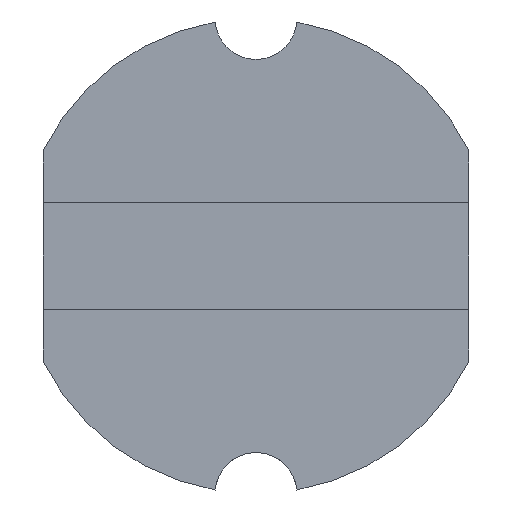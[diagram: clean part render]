
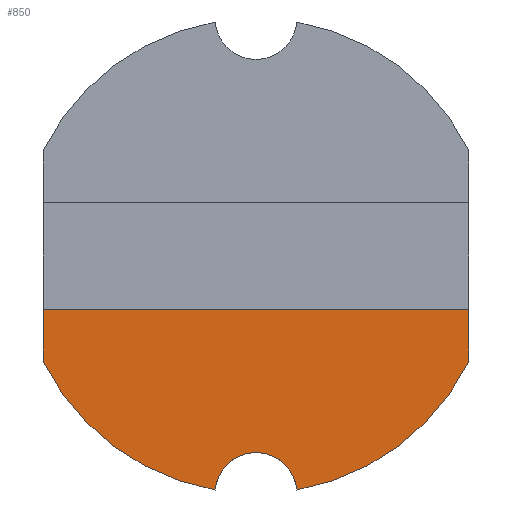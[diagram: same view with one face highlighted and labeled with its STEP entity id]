
A CAD part, front view. The second image highlights one B-rep face of the part: STEP entity #850.
In plain terms, the highlighted planar face has unit normal (0, -1, 0).
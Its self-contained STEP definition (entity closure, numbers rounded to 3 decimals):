
#7 = CARTESIAN_POINT ( 'NONE',  ( -2.6, 0., 0. ) ) ;
#11 = VERTEX_POINT ( 'NONE', #1285 ) ;
#55 = DIRECTION ( 'NONE',  ( 0., 1., 0. ) ) ;
#65 = EDGE_CURVE ( 'NONE', #11, #1289, #853, .T. ) ;
#79 = DIRECTION ( 'NONE',  ( 0., 1., 0. ) ) ;
#87 = DIRECTION ( 'NONE',  ( 1., 0., 0. ) ) ;
#114 = VERTEX_POINT ( 'NONE', #752 ) ;
#130 = CARTESIAN_POINT ( 'NONE',  ( -2.6, 0., -1.285 ) ) ;
#167 = CARTESIAN_POINT ( 'NONE',  ( 2.6, 0., -0.65 ) ) ;
#196 = PLANE ( 'NONE',  #899 ) ;
#200 = CARTESIAN_POINT ( 'NONE',  ( 0., 0., 0. ) ) ;
#236 = CIRCLE ( 'NONE', #1386, 0.5 ) ;
#282 = LINE ( 'NONE', #7, #584 ) ;
#289 = ORIENTED_EDGE ( 'NONE', *, *, #737, .T. ) ;
#329 = CIRCLE ( 'NONE', #1393, 2.9 ) ;
#330 = DIRECTION ( 'NONE',  ( 0., 0., 1. ) ) ;
#388 = EDGE_CURVE ( 'NONE', #114, #480, #329, .T. ) ;
#422 = ORIENTED_EDGE ( 'NONE', *, *, #388, .F. ) ;
#462 = LINE ( 'NONE', #598, #1121 ) ;
#465 = DIRECTION ( 'NONE',  ( 0., 0., -1. ) ) ;
#480 = VERTEX_POINT ( 'NONE', #130 ) ;
#484 = CARTESIAN_POINT ( 'NONE',  ( 0., 0., 0. ) ) ;
#584 = VECTOR ( 'NONE', #1572, 1000. ) ;
#598 = CARTESIAN_POINT ( 'NONE',  ( -2.6, 0., -0.65 ) ) ;
#616 = CARTESIAN_POINT ( 'NONE',  ( -2.6, 0., -0.65 ) ) ;
#642 = VERTEX_POINT ( 'NONE', #167 ) ;
#651 = DIRECTION ( 'NONE',  ( 0., 1., 0. ) ) ;
#737 = EDGE_CURVE ( 'NONE', #114, #1289, #236, .T. ) ;
#752 = CARTESIAN_POINT ( 'NONE',  ( -0.498, 0., -2.857 ) ) ;
#850 = ADVANCED_FACE ( 'NONE', ( #1503 ), #196, .F. ) ;
#853 = CIRCLE ( 'NONE', #1067, 2.9 ) ;
#865 = EDGE_CURVE ( 'NONE', #1125, #642, #462, .T. ) ;
#885 = CARTESIAN_POINT ( 'NONE',  ( 0., 0., -2.9 ) ) ;
#899 = AXIS2_PLACEMENT_3D ( 'NONE', #484, #79, #330 ) ;
#919 = EDGE_CURVE ( 'NONE', #1125, #480, #282, .T. ) ;
#938 = CARTESIAN_POINT ( 'NONE',  ( 0., 0., 0. ) ) ;
#968 = ORIENTED_EDGE ( 'NONE', *, *, #1006, .F. ) ;
#1006 = EDGE_CURVE ( 'NONE', #642, #11, #1493, .T. ) ;
#1007 = CARTESIAN_POINT ( 'NONE',  ( 0.498, 0., -2.857 ) ) ;
#1047 = EDGE_LOOP ( 'NONE', ( #968, #1370, #1596, #422, #289, #1365 ) ) ;
#1067 = AXIS2_PLACEMENT_3D ( 'NONE', #200, #55, #1358 ) ;
#1121 = VECTOR ( 'NONE', #87, 1000. ) ;
#1125 = VERTEX_POINT ( 'NONE', #616 ) ;
#1188 = DIRECTION ( 'NONE',  ( 0., 0., 1. ) ) ;
#1285 = CARTESIAN_POINT ( 'NONE',  ( 2.6, 0., -1.285 ) ) ;
#1289 = VERTEX_POINT ( 'NONE', #1007 ) ;
#1358 = DIRECTION ( 'NONE',  ( 0., 0., 1. ) ) ;
#1365 = ORIENTED_EDGE ( 'NONE', *, *, #65, .F. ) ;
#1370 = ORIENTED_EDGE ( 'NONE', *, *, #865, .F. ) ;
#1386 = AXIS2_PLACEMENT_3D ( 'NONE', #885, #651, #1694 ) ;
#1393 = AXIS2_PLACEMENT_3D ( 'NONE', #938, #1529, #1188 ) ;
#1493 = LINE ( 'NONE', #1518, #1589 ) ;
#1503 = FACE_OUTER_BOUND ( 'NONE', #1047, .T. ) ;
#1518 = CARTESIAN_POINT ( 'NONE',  ( 2.6, 0., 0. ) ) ;
#1529 = DIRECTION ( 'NONE',  ( 0., 1., 0. ) ) ;
#1572 = DIRECTION ( 'NONE',  ( 0., 0., -1. ) ) ;
#1589 = VECTOR ( 'NONE', #465, 1000. ) ;
#1596 = ORIENTED_EDGE ( 'NONE', *, *, #919, .T. ) ;
#1694 = DIRECTION ( 'NONE',  ( 0., 0., 1. ) ) ;
